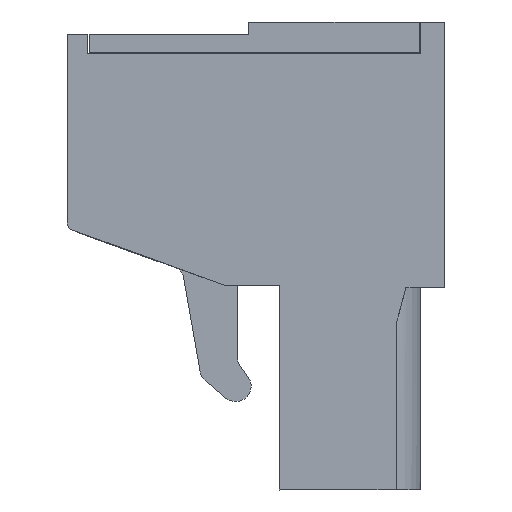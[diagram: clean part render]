
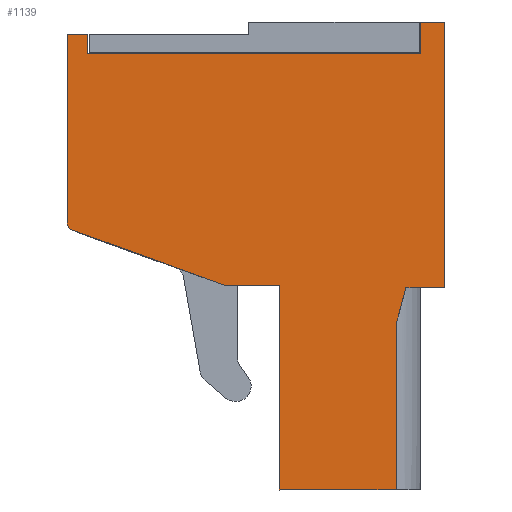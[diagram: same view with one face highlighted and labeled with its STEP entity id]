
A CAD part, left-side view. The second image highlights one B-rep face of the part: STEP entity #1139.
In plain terms, the highlighted planar face has unit normal (-1, 0, 0).
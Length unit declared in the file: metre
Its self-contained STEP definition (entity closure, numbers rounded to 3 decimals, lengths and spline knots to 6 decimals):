
#1139=ADVANCED_FACE('',(#2514),#2515,.T.);
#2514=FACE_OUTER_BOUND('',#4059,.T.);
#2515=PLANE('',#4060);
#4059=EDGE_LOOP('',(#7447,#7448,#7449,#7450,#7451,#7452,#7453,#7454,#7455,#7456,#7457,#7458,#7459,#7460,#7461));
#4060=AXIS2_PLACEMENT_3D('',#7462,#7463,#7464);
#7447=ORIENTED_EDGE('',*,*,#10108,.T.);
#7448=ORIENTED_EDGE('',*,*,#9380,.F.);
#7449=ORIENTED_EDGE('',*,*,#9860,.F.);
#7450=ORIENTED_EDGE('',*,*,#10109,.F.);
#7451=ORIENTED_EDGE('',*,*,#9159,.F.);
#7452=ORIENTED_EDGE('',*,*,#9997,.F.);
#7453=ORIENTED_EDGE('',*,*,#9592,.F.);
#7454=ORIENTED_EDGE('',*,*,#9772,.F.);
#7455=ORIENTED_EDGE('',*,*,#8881,.F.);
#7456=ORIENTED_EDGE('',*,*,#9232,.T.);
#7457=ORIENTED_EDGE('',*,*,#9767,.F.);
#7458=ORIENTED_EDGE('',*,*,#9706,.F.);
#7459=ORIENTED_EDGE('',*,*,#9199,.T.);
#7460=ORIENTED_EDGE('',*,*,#9010,.T.);
#7461=ORIENTED_EDGE('',*,*,#9869,.T.);
#7462=CARTESIAN_POINT('',(0.,0.0146,-0.00075));
#7463=DIRECTION('',(-1.0,0.,0.));
#7464=DIRECTION('',(0.,0.,-1.0));
#8881=EDGE_CURVE('',#10593,#10596,#10597,.T.);
#9010=EDGE_CURVE('',#10843,#10841,#10844,.T.);
#9159=EDGE_CURVE('',#11109,#11111,#11112,.T.);
#9199=EDGE_CURVE('',#11174,#10843,#11175,.T.);
#9232=EDGE_CURVE('',#10593,#11224,#11226,.T.);
#9380=EDGE_CURVE('',#11461,#11462,#11463,.T.);
#9592=EDGE_CURVE('',#11789,#11791,#11792,.T.);
#9706=EDGE_CURVE('',#11174,#11963,#11964,.T.);
#9767=EDGE_CURVE('',#11963,#11224,#12038,.T.);
#9772=EDGE_CURVE('',#10596,#11789,#12043,.T.);
#9860=EDGE_CURVE('',#12153,#11461,#12155,.T.);
#9869=EDGE_CURVE('',#10841,#12163,#12165,.T.);
#9997=EDGE_CURVE('',#11791,#11109,#12323,.T.);
#10108=EDGE_CURVE('',#12163,#11462,#12453,.T.);
#10109=EDGE_CURVE('',#11111,#12153,#12454,.T.);
#10593=VERTEX_POINT('',#13026);
#10596=VERTEX_POINT('',#13030);
#10597=LINE('',#13031,#13032);
#10841=VERTEX_POINT('',#13370);
#10843=VERTEX_POINT('',#13373);
#10844=LINE('',#13374,#13375);
#11109=VERTEX_POINT('',#13748);
#11111=VERTEX_POINT('',#13751);
#11112=LINE('',#13752,#13753);
#11174=VERTEX_POINT('',#13837);
#11175=LINE('',#13838,#13839);
#11224=VERTEX_POINT('',#13907);
#11226=CIRCLE('',#13910,0.0003);
#11461=VERTEX_POINT('',#14260);
#11462=VERTEX_POINT('',#14261);
#11463=LINE('',#14262,#14263);
#11789=VERTEX_POINT('',#14713);
#11791=VERTEX_POINT('',#14716);
#11792=LINE('',#14717,#14718);
#11963=VERTEX_POINT('',#14979);
#11964=LINE('',#14980,#14981);
#12038=LINE('',#15091,#15092);
#12043=LINE('',#15100,#15101);
#12153=VERTEX_POINT('',#15254);
#12155=LINE('',#15257,#15258);
#12163=VERTEX_POINT('',#15269);
#12165=LINE('',#15272,#15273);
#12323=LINE('',#15495,#15496);
#12453=LINE('',#15682,#15683);
#12454=LINE('',#15684,#15685);
#13026=CARTESIAN_POINT('',(0.,0.0155,-0.008242));
#13030=CARTESIAN_POINT('',(0.,0.0155,-0.0005));
#13031=CARTESIAN_POINT('',(0.,0.0155,-0.00065));
#13032=VECTOR('',#16196,1.0);
#13370=CARTESIAN_POINT('',(0.,0.002,-0.0192));
#13373=CARTESIAN_POINT('',(0.,0.0068,-0.0192));
#13374=CARTESIAN_POINT('',(0.,0.002,-0.0192));
#13375=VECTOR('',#16373,1.0);
#13748=CARTESIAN_POINT('',(0.,0.001,-0.0013));
#13751=CARTESIAN_POINT('',(0.,0.001,0.));
#13752=CARTESIAN_POINT('',(0.,0.001,-0.00015));
#13753=VECTOR('',#16555,1.0);
#13837=CARTESIAN_POINT('',(0.,0.0068,-0.0108));
#13838=CARTESIAN_POINT('',(0.,0.0068,-0.0192));
#13839=VECTOR('',#16599,1.0);
#13907=CARTESIAN_POINT('',(0.,0.015303,-0.008524));
#13910=AXIS2_PLACEMENT_3D('',#16635,#16636,#16637);
#14260=CARTESIAN_POINT('',(0.,0.,-0.0109));
#14261=CARTESIAN_POINT('',(0.,0.0016,-0.0109));
#14262=CARTESIAN_POINT('',(0.,0.0016,-0.0109));
#14263=VECTOR('',#16790,1.0);
#14713=CARTESIAN_POINT('',(0.,0.01465,-0.0005));
#14716=CARTESIAN_POINT('',(0.,0.01465,-0.0013));
#14717=CARTESIAN_POINT('',(0.,0.01465,-0.00135));
#14718=VECTOR('',#17027,1.0);
#14979=CARTESIAN_POINT('',(0.,0.009049,-0.0108));
#14980=CARTESIAN_POINT('',(0.,0.0016,-0.0108));
#14981=VECTOR('',#17127,1.0);
#15091=CARTESIAN_POINT('',(0.,0.008139,-0.011132));
#15092=VECTOR('',#17170,1.0);
#15100=CARTESIAN_POINT('',(0.,0.01434,-0.0005));
#15101=VECTOR('',#17174,1.0);
#15254=CARTESIAN_POINT('',(0.,0.,0.0));
#15257=CARTESIAN_POINT('',(0.,0.,-0.011));
#15258=VECTOR('',#17255,1.0);
#15269=CARTESIAN_POINT('',(0.,0.002,-0.012393));
#15272=CARTESIAN_POINT('',(0.,0.002,-0.012393));
#15273=VECTOR('',#17260,1.0);
#15495=CARTESIAN_POINT('',(0.,0.01419,-0.0013));
#15496=VECTOR('',#17373,1.0);
#15682=CARTESIAN_POINT('',(0.,0.0016,-0.0109));
#15683=VECTOR('',#17454,1.0);
#15684=CARTESIAN_POINT('',(0.,0.,0.0));
#15685=VECTOR('',#17455,1.0);
#16196=DIRECTION('',(0.,0.,1.0));
#16373=DIRECTION('',(0.,-1.0,0.));
#16555=DIRECTION('',(0.,0.,1.0));
#16599=DIRECTION('',(0.,0.,-1.0));
#16635=CARTESIAN_POINT('',(0.,0.0152,-0.008242));
#16636=DIRECTION('',(-1.0,0.,0.));
#16637=DIRECTION('',(0.,0.,1.0));
#16790=DIRECTION('',(0.,1.0,0.));
#17027=DIRECTION('',(0.,0.,-1.0));
#17127=DIRECTION('',(0.,1.0,0.));
#17170=DIRECTION('',(0.,0.94,0.342));
#17174=DIRECTION('',(0.,-1.0,0.));
#17255=DIRECTION('',(0.,0.,-1.0));
#17260=DIRECTION('',(0.,0.,1.0));
#17373=DIRECTION('',(0.,-1.0,0.));
#17454=DIRECTION('',(0.,-0.259,0.966));
#17455=DIRECTION('',(0.,-1.0,0.));
